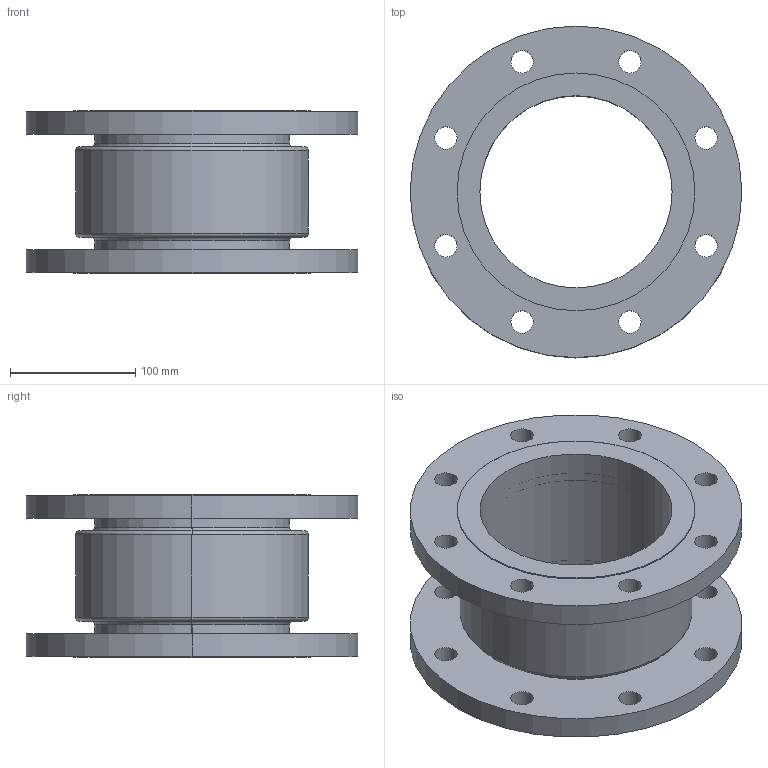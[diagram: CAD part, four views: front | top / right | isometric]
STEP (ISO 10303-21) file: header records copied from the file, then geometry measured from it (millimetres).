
FILE_DESCRIPTION (( 'STEP AP214' ), '1' );
FILE_NAME ('ALPHA-C_DN150_PN06_6000017312.STEP', '2021-10-21T06:51:52', ( 'axxx' ), ( 'Hewlett-Packard Company' ), 'SwSTEP 2.0', 'SolidWorks 2019', '' );
FILE_SCHEMA (( 'AUTOMOTIVE_DESIGN' ));
Length unit declared in the file: millimetre
Products named in the file (1): ALPHA-C_DN150_PN06_6000017312
Bounding box: 265 x 265 x 130 mm (x, y, z)
Volume: 1891191.1 mm3; surface area: 314179.5 mm2
Topology: 1 solids, 1 shells, 579 faces, 1555 edges, 1034 vertices
Faces by surface type: plane 272, bspline 218, cylinder 81, torus 8
Entity records: 30075 total; most frequent: CARTESIAN_POINT 17011, ORIENTED_EDGE 3110, DIRECTION 1955, EDGE_CURVE 1555, VERTEX_POINT 1034, VECTOR 831, LINE 831, EDGE_LOOP 669
